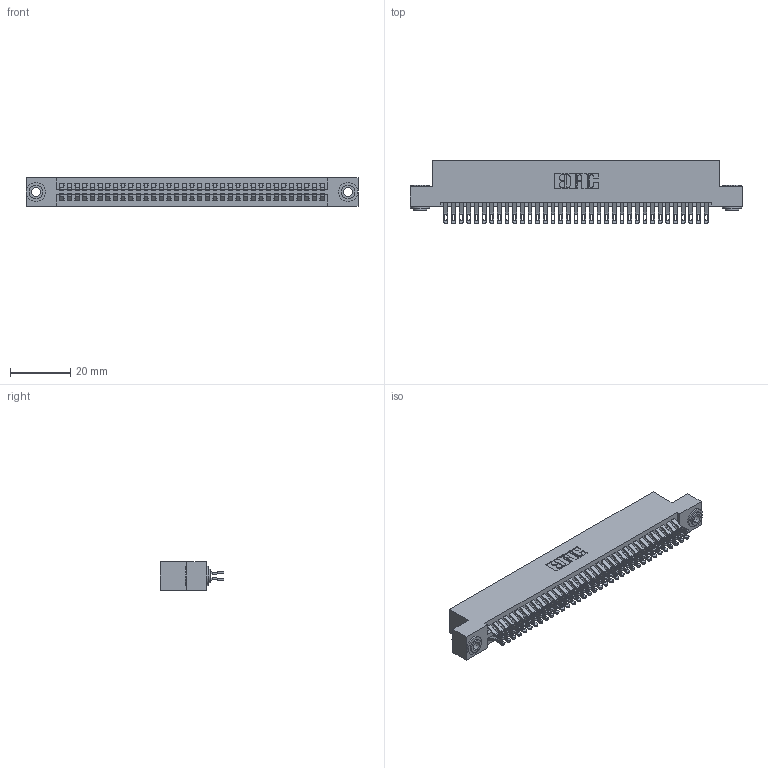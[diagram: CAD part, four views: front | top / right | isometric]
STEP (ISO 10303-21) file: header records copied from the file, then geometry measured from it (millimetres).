
FILE_DESCRIPTION (( 'STEP AP203' ), '1' );
FILE_NAME ('395-070-555-203.STEP', '2019-10-24T01:33:07', ( '' ), ( '' ), 'SwSTEP 2.0', 'SolidWorks 2016', '' );
FILE_SCHEMA (( 'CONFIG_CONTROL_DESIGN' ));
Length unit declared in the file: inch
Products named in the file (4): 345-250-002_345-250-002-102; 395-070-555-203; 345 Part_Flush Mounting Lugs - 0.156 Dia-TH; 345-292-001_555 Tail
Assembly tree (73 placements, depth 2):
  395-070-555-203
    345 Part_Flush Mounting Lugs - 0.156 Dia-TH
    345-292-001_555 Tail  x70
    345-250-002_345-250-002-102  x2
Bounding box: 110.11 x 21.13 x 9.4 mm (x, y, z)
Volume: 10853.6 mm3; surface area: 16818.9 mm2
Topology: 73 solids, 73 shells, 4084 faces, 12807 edges, 8534 vertices
Faces by surface type: plane 2260, cylinder 1816, cone 8
Entity records: 29380 total; most frequent: CARTESIAN_POINT 4941, ORIENTED_EDGE 4838, DIRECTION 4365, EDGE_CURVE 2419, LINE 2103, VECTOR 2103, VERTEX_POINT 1610, AXIS2_PLACEMENT_3D 1131
